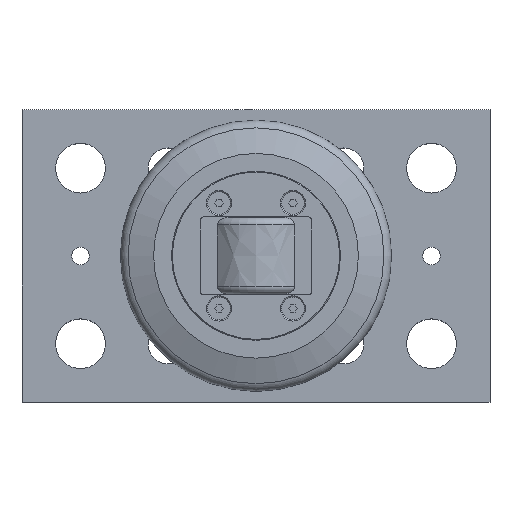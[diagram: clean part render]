
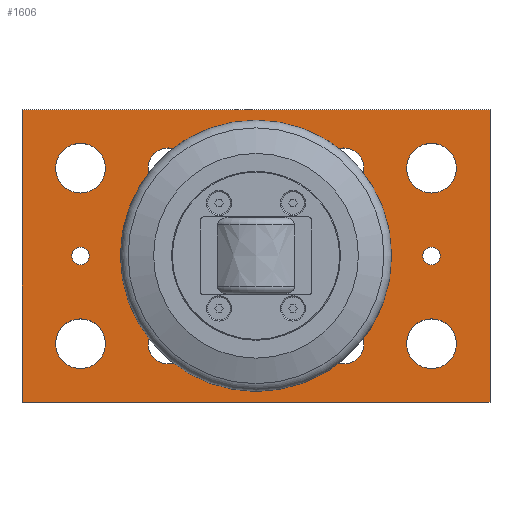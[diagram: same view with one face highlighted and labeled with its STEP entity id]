
A CAD part, top view. The second image highlights one B-rep face of the part: STEP entity #1606.
In plain terms, the highlighted planar face has unit normal (0, 0, 1).
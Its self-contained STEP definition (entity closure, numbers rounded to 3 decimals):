
#81=FACE_BOUND('',#377,.T.);
#82=FACE_BOUND('',#378,.T.);
#83=FACE_BOUND('',#379,.T.);
#84=FACE_BOUND('',#380,.T.);
#85=FACE_BOUND('',#381,.T.);
#86=FACE_BOUND('',#382,.T.);
#87=FACE_BOUND('',#383,.T.);
#88=FACE_BOUND('',#384,.T.);
#89=FACE_BOUND('',#385,.T.);
#90=FACE_BOUND('',#386,.T.);
#91=FACE_BOUND('',#387,.T.);
#154=CIRCLE('',#1756,29.);
#157=CIRCLE('',#1761,6.918);
#158=CIRCLE('',#1762,6.918);
#160=CIRCLE('',#1765,6.918);
#161=CIRCLE('',#1766,6.918);
#163=CIRCLE('',#1769,6.918);
#164=CIRCLE('',#1770,6.918);
#166=CIRCLE('',#1773,6.918);
#167=CIRCLE('',#1774,6.918);
#169=CIRCLE('',#1777,8.5);
#171=CIRCLE('',#1780,8.5);
#173=CIRCLE('',#1783,8.5);
#175=CIRCLE('',#1786,8.5);
#177=CIRCLE('',#1789,3.);
#179=CIRCLE('',#1792,3.);
#266=FACE_OUTER_BOUND('',#376,.T.);
#376=EDGE_LOOP('',(#1448,#1449,#1450,#1451));
#377=EDGE_LOOP('',(#1452));
#378=EDGE_LOOP('',(#1453,#1454));
#379=EDGE_LOOP('',(#1455,#1456));
#380=EDGE_LOOP('',(#1457,#1458));
#381=EDGE_LOOP('',(#1459,#1460));
#382=EDGE_LOOP('',(#1461));
#383=EDGE_LOOP('',(#1462));
#384=EDGE_LOOP('',(#1463));
#385=EDGE_LOOP('',(#1464));
#386=EDGE_LOOP('',(#1465));
#387=EDGE_LOOP('',(#1466));
#504=LINE('',#2805,#632);
#508=LINE('',#2813,#636);
#511=LINE('',#2819,#639);
#514=LINE('',#2824,#642);
#632=VECTOR('',#2253,10.);
#636=VECTOR('',#2259,10.);
#639=VECTOR('',#2264,10.);
#642=VECTOR('',#2269,10.);
#764=VERTEX_POINT('',#2726);
#767=VERTEX_POINT('',#2735);
#768=VERTEX_POINT('',#2736);
#770=VERTEX_POINT('',#2743);
#771=VERTEX_POINT('',#2744);
#773=VERTEX_POINT('',#2751);
#774=VERTEX_POINT('',#2752);
#776=VERTEX_POINT('',#2759);
#777=VERTEX_POINT('',#2760);
#779=VERTEX_POINT('',#2767);
#781=VERTEX_POINT('',#2773);
#783=VERTEX_POINT('',#2779);
#785=VERTEX_POINT('',#2785);
#787=VERTEX_POINT('',#2791);
#789=VERTEX_POINT('',#2797);
#791=VERTEX_POINT('',#2803);
#792=VERTEX_POINT('',#2804);
#795=VERTEX_POINT('',#2812);
#797=VERTEX_POINT('',#2818);
#973=EDGE_CURVE('',#764,#764,#154,.T.);
#976=EDGE_CURVE('',#767,#768,#157,.T.);
#977=EDGE_CURVE('',#768,#767,#158,.T.);
#980=EDGE_CURVE('',#770,#771,#160,.T.);
#981=EDGE_CURVE('',#771,#770,#161,.T.);
#984=EDGE_CURVE('',#773,#774,#163,.T.);
#985=EDGE_CURVE('',#774,#773,#164,.T.);
#988=EDGE_CURVE('',#776,#777,#166,.T.);
#989=EDGE_CURVE('',#777,#776,#167,.T.);
#992=EDGE_CURVE('',#779,#779,#169,.T.);
#995=EDGE_CURVE('',#781,#781,#171,.T.);
#998=EDGE_CURVE('',#783,#783,#173,.T.);
#1001=EDGE_CURVE('',#785,#785,#175,.T.);
#1004=EDGE_CURVE('',#787,#787,#177,.T.);
#1007=EDGE_CURVE('',#789,#789,#179,.T.);
#1010=EDGE_CURVE('',#791,#792,#504,.T.);
#1014=EDGE_CURVE('',#792,#795,#508,.T.);
#1017=EDGE_CURVE('',#795,#797,#511,.T.);
#1020=EDGE_CURVE('',#797,#791,#514,.T.);
#1448=ORIENTED_EDGE('',*,*,#1010,.F.);
#1449=ORIENTED_EDGE('',*,*,#1020,.F.);
#1450=ORIENTED_EDGE('',*,*,#1017,.F.);
#1451=ORIENTED_EDGE('',*,*,#1014,.F.);
#1452=ORIENTED_EDGE('',*,*,#973,.T.);
#1453=ORIENTED_EDGE('',*,*,#976,.T.);
#1454=ORIENTED_EDGE('',*,*,#977,.T.);
#1455=ORIENTED_EDGE('',*,*,#980,.T.);
#1456=ORIENTED_EDGE('',*,*,#981,.T.);
#1457=ORIENTED_EDGE('',*,*,#984,.T.);
#1458=ORIENTED_EDGE('',*,*,#985,.T.);
#1459=ORIENTED_EDGE('',*,*,#988,.T.);
#1460=ORIENTED_EDGE('',*,*,#989,.T.);
#1461=ORIENTED_EDGE('',*,*,#992,.T.);
#1462=ORIENTED_EDGE('',*,*,#995,.T.);
#1463=ORIENTED_EDGE('',*,*,#998,.T.);
#1464=ORIENTED_EDGE('',*,*,#1001,.T.);
#1465=ORIENTED_EDGE('',*,*,#1004,.T.);
#1466=ORIENTED_EDGE('',*,*,#1007,.T.);
#1521=PLANE('',#1800);
#1606=ADVANCED_FACE('',(#266,#81,#82,#83,#84,#85,#86,#87,#88,#89,#90,#91),
#1521,.T.);
#1756=AXIS2_PLACEMENT_3D('',#2728,#2165,#2166);
#1761=AXIS2_PLACEMENT_3D('',#2737,#2175,#2176);
#1762=AXIS2_PLACEMENT_3D('',#2738,#2177,#2178);
#1765=AXIS2_PLACEMENT_3D('',#2745,#2184,#2185);
#1766=AXIS2_PLACEMENT_3D('',#2746,#2186,#2187);
#1769=AXIS2_PLACEMENT_3D('',#2753,#2193,#2194);
#1770=AXIS2_PLACEMENT_3D('',#2754,#2195,#2196);
#1773=AXIS2_PLACEMENT_3D('',#2761,#2202,#2203);
#1774=AXIS2_PLACEMENT_3D('',#2762,#2204,#2205);
#1777=AXIS2_PLACEMENT_3D('',#2768,#2211,#2212);
#1780=AXIS2_PLACEMENT_3D('',#2774,#2218,#2219);
#1783=AXIS2_PLACEMENT_3D('',#2780,#2225,#2226);
#1786=AXIS2_PLACEMENT_3D('',#2786,#2232,#2233);
#1789=AXIS2_PLACEMENT_3D('',#2792,#2239,#2240);
#1792=AXIS2_PLACEMENT_3D('',#2798,#2246,#2247);
#1800=AXIS2_PLACEMENT_3D('',#2829,#2275,#2276);
#2165=DIRECTION('center_axis',(0.,0.,-1.));
#2166=DIRECTION('ref_axis',(0.,-1.,0.));
#2175=DIRECTION('center_axis',(0.,0.,-1.));
#2176=DIRECTION('ref_axis',(1.,0.,0.));
#2177=DIRECTION('center_axis',(0.,0.,-1.));
#2178=DIRECTION('ref_axis',(1.,0.,0.));
#2184=DIRECTION('center_axis',(0.,0.,-1.));
#2185=DIRECTION('ref_axis',(1.,0.,0.));
#2186=DIRECTION('center_axis',(0.,0.,-1.));
#2187=DIRECTION('ref_axis',(1.,0.,0.));
#2193=DIRECTION('center_axis',(0.,0.,-1.));
#2194=DIRECTION('ref_axis',(1.,0.,0.));
#2195=DIRECTION('center_axis',(0.,0.,-1.));
#2196=DIRECTION('ref_axis',(1.,0.,0.));
#2202=DIRECTION('center_axis',(0.,0.,-1.));
#2203=DIRECTION('ref_axis',(1.,0.,0.));
#2204=DIRECTION('center_axis',(0.,0.,-1.));
#2205=DIRECTION('ref_axis',(1.,0.,0.));
#2211=DIRECTION('center_axis',(0.,0.,-1.));
#2212=DIRECTION('ref_axis',(-1.,0.,0.));
#2218=DIRECTION('center_axis',(0.,0.,-1.));
#2219=DIRECTION('ref_axis',(-1.,0.,0.));
#2225=DIRECTION('center_axis',(0.,0.,-1.));
#2226=DIRECTION('ref_axis',(-1.,0.,0.));
#2232=DIRECTION('center_axis',(0.,0.,-1.));
#2233=DIRECTION('ref_axis',(-1.,0.,0.));
#2239=DIRECTION('center_axis',(0.,0.,-1.));
#2240=DIRECTION('ref_axis',(-1.,0.,0.));
#2246=DIRECTION('center_axis',(0.,0.,-1.));
#2247=DIRECTION('ref_axis',(-1.,0.,0.));
#2253=DIRECTION('',(0.,1.,0.));
#2259=DIRECTION('',(1.,0.,0.));
#2264=DIRECTION('',(0.,-1.,0.));
#2269=DIRECTION('',(-1.,0.,0.));
#2275=DIRECTION('center_axis',(0.,0.,1.));
#2276=DIRECTION('ref_axis',(1.,0.,0.));
#2726=CARTESIAN_POINT('',(80.,79.,20.));
#2728=CARTESIAN_POINT('Origin',(80.,50.,20.));
#2735=CARTESIAN_POINT('',(56.918,20.,20.));
#2736=CARTESIAN_POINT('',(43.083,20.,20.));
#2737=CARTESIAN_POINT('Origin',(50.,20.,20.));
#2738=CARTESIAN_POINT('Origin',(50.,20.,20.));
#2743=CARTESIAN_POINT('',(116.918,20.,20.));
#2744=CARTESIAN_POINT('',(103.083,20.,20.));
#2745=CARTESIAN_POINT('Origin',(110.,20.,20.));
#2746=CARTESIAN_POINT('Origin',(110.,20.,20.));
#2751=CARTESIAN_POINT('',(116.918,80.,20.));
#2752=CARTESIAN_POINT('',(103.083,80.,20.));
#2753=CARTESIAN_POINT('Origin',(110.,80.,20.));
#2754=CARTESIAN_POINT('Origin',(110.,80.,20.));
#2759=CARTESIAN_POINT('',(56.918,80.,20.));
#2760=CARTESIAN_POINT('',(43.083,80.,20.));
#2761=CARTESIAN_POINT('Origin',(50.,80.,20.));
#2762=CARTESIAN_POINT('Origin',(50.,80.,20.));
#2767=CARTESIAN_POINT('',(28.5,20.,20.));
#2768=CARTESIAN_POINT('Origin',(20.,20.,20.));
#2773=CARTESIAN_POINT('',(148.5,20.,20.));
#2774=CARTESIAN_POINT('Origin',(140.,20.,20.));
#2779=CARTESIAN_POINT('',(28.5,80.,20.));
#2780=CARTESIAN_POINT('Origin',(20.,80.,20.));
#2785=CARTESIAN_POINT('',(148.5,80.,20.));
#2786=CARTESIAN_POINT('Origin',(140.,80.,20.));
#2791=CARTESIAN_POINT('',(23.,50.,20.));
#2792=CARTESIAN_POINT('Origin',(20.,50.,20.));
#2797=CARTESIAN_POINT('',(143.,50.,20.));
#2798=CARTESIAN_POINT('Origin',(140.,50.,20.));
#2803=CARTESIAN_POINT('',(0.,0.,20.));
#2804=CARTESIAN_POINT('',(0.,100.,20.));
#2805=CARTESIAN_POINT('',(0.,100.,20.));
#2812=CARTESIAN_POINT('',(160.,100.,20.));
#2813=CARTESIAN_POINT('',(160.,100.,20.));
#2818=CARTESIAN_POINT('',(160.,0.,20.));
#2819=CARTESIAN_POINT('',(160.,0.,20.));
#2824=CARTESIAN_POINT('',(0.,0.,20.));
#2829=CARTESIAN_POINT('Origin',(80.,50.,20.));
